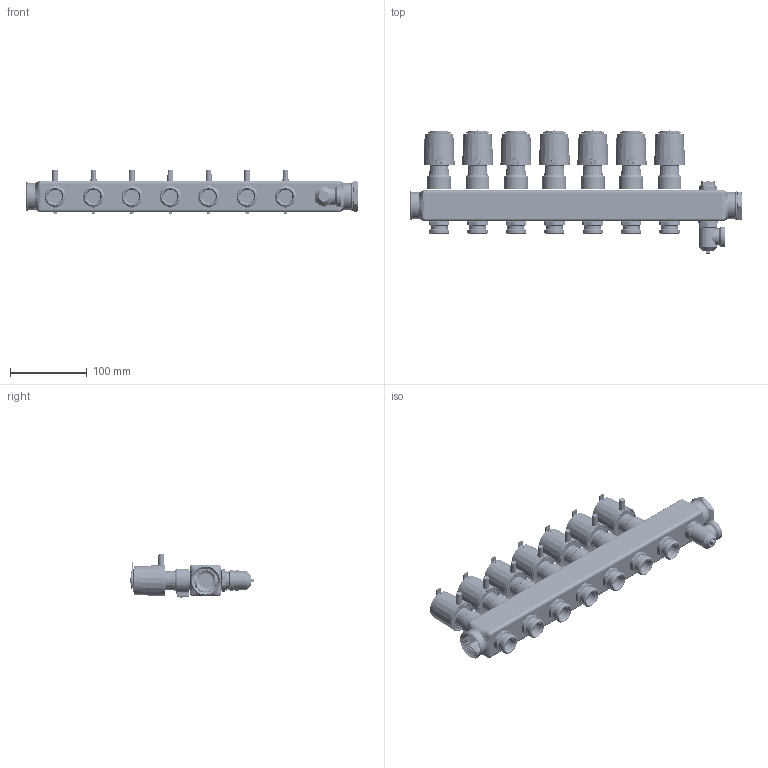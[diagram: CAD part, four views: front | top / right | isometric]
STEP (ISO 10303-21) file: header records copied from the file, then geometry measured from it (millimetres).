
FILE_DESCRIPTION((''),'2;1');
FILE_NAME('SSM_MANIFOLD_R_088U0757_3D_STEP_ASM','2021-08-18T11:14:53',('U240466'),('Danfoss'),'CREO PARAMETRIC BY PTC INC, 2020342','CREO PARAMETRIC BY PTC INC, 2020342','');
FILE_SCHEMA(('CONFIG_CONTROL_DESIGN'));
Products named in the file (13): TWA_RA_SHRINKWRAP_1_1; TWA_RA_SHRINKWRAP_1_2; TWA_RA_SHRINKWRAP_1_ASM; BIV-JIETOU_1; SSM_MANIFOLD_7L_1; 088U7086_1_1; 088U7086_1_2; 088U7086_1_ASM; 088U7016_PROP_1; 088U7022_1; SSM_PLUG_ASM_1_ASM; SSMANIFOLD_RETURN_7L_ASM_1_ASM; SSM_MANIFOLD_R_088U0757_3D_STEP_ASM
Assembly tree (24 placements, depth 4):
  SSM_MANIFOLD_R_088U0757_3D_STEP_ASM
    SSMANIFOLD_RETURN_7L_ASM_1_ASM
      TWA_RA_SHRINKWRAP_1_ASM  x7
        TWA_RA_SHRINKWRAP_1_1
        TWA_RA_SHRINKWRAP_1_2
      BIV-JIETOU_1  x7
      SSM_MANIFOLD_7L_1
      088U7086_1_ASM
        088U7086_1_1
        088U7086_1_2
      SSM_PLUG_ASM_1_ASM
        088U7016_PROP_1
        088U7022_1
Bounding box: 432.3 x 160.35 x 58.15 mm (x, y, z)
Volume: 391568 mm3; surface area: 413487.6 mm2
Topology: 26 solids, 33 shells, 7043 faces, 20490 edges, 13439 vertices
Faces by surface type: plane 2524, cylinder 1864, cone 1472, torus 740, bspline 357, sphere 72, extrusion 14
Entity records: 114268 total; most frequent: CARTESIAN_POINT 70522, ORIENTED_EDGE 9840, DIRECTION 8321, EDGE_CURVE 4922, AXIS2_PLACEMENT_3D 3444, VERTEX_POINT 3209, EDGE_LOOP 1907, CIRCLE 1810
